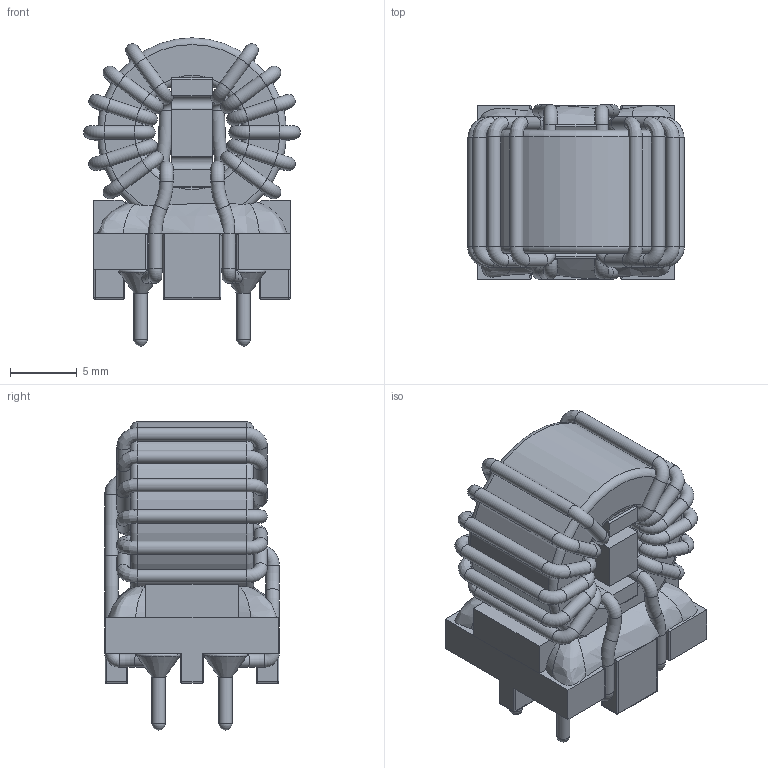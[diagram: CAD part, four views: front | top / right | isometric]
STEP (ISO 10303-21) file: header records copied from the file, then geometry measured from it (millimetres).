
FILE_DESCRIPTION(/* description */ ('Unknown'),/* implementation_level */ '2;1');
FILE_NAME(/* name */ '744842632_S',/* time_stamp */ '2020-11-17T15:55:45+01:00',/* author */ ('Unknown'),/* organization */ ('Unknown'),/* preprocessor_version */ 'ST-DEVELOPER v16.7',/* originating_system */ 'DEX',/* authorisation */ $);
FILE_SCHEMA (('AUTOMOTIVE_DESIGN {1 0 10303 214 3 1 1}'));
Length unit declared in the file: millimetre
Products named in the file (6): 744842632_S; base; core; Solderpoints; Glue; WE-CMB S-Model
Assembly tree (5 placements, depth 2):
  744842632_S
    base
    core
    Solderpoints
    Glue
    WE-CMB S-Model
Bounding box: 16.19 x 13.05 x 23.05 mm (x, y, z)
Volume: 2344.1 mm3; surface area: 3755.3 mm2
Topology: 6 solids, 10 shells, 365 faces, 880 edges, 500 vertices
Faces by surface type: cylinder 144, plane 86, torus 76, bspline 35, sphere 20, cone 4
Full cylindrical faces by diameter (mm): 1 x70, 7.55 x1, 14.15 x1
Entity records: 15295 total; most frequent: CARTESIAN_POINT 5236, DIRECTION 1556, ORIENTED_EDGE 1374, EDGE_CURVE 687, AXIS2_PLACEMENT_3D 642, EDGE_LOOP 513, FACE_BOUND 513, VERTEX_POINT 484
